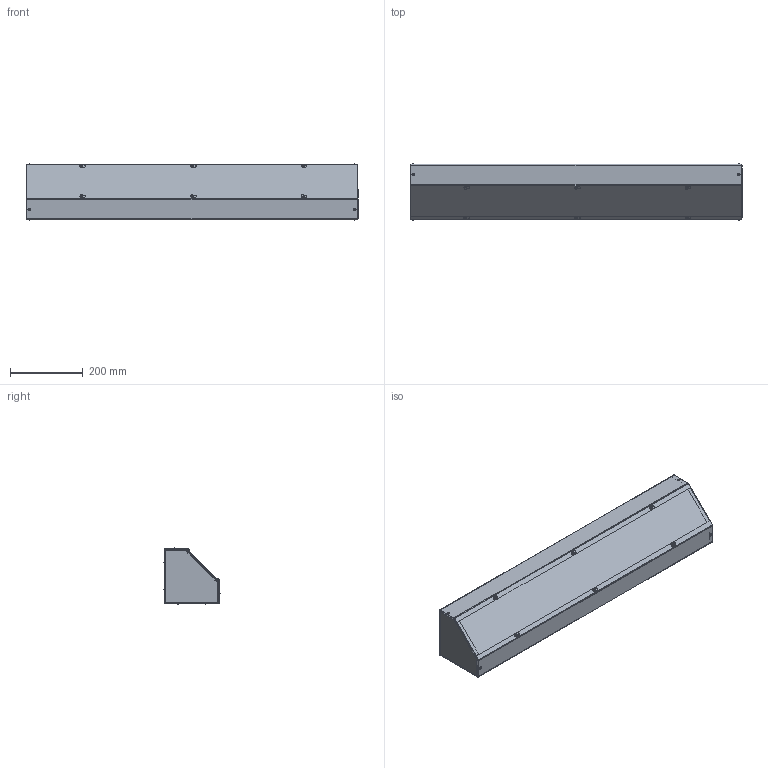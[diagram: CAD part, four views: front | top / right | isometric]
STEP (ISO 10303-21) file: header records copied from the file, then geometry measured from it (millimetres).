
FILE_DESCRIPTION (( 'STEP AP214' ), '1' );
FILE_NAME ('S6636ATNK.STEP', '2021-09-23T20:05:23', ( '' ), ( '' ), 'SwSTEP 2.0', 'SolidWorks 2021', '' );
FILE_SCHEMA (( 'AUTOMOTIVE_DESIGN' ));
Length unit declared in the file: inch
Products named in the file (1): S6636ATNK
Bounding box: 914.4 x 154.43 x 154.43 mm (x, y, z)
Volume: 791907.1 mm3; surface area: 1143959.7 mm2
Topology: 22 solids, 22 shells, 1272 faces, 3062 edges, 1840 vertices
Faces by surface type: cone 360, cylinder 342, plane 302, bspline 220, torus 48
Entity records: 60205 total; most frequent: CARTESIAN_POINT 13937, DIRECTION 6442, ORIENTED_EDGE 6076, EDGE_CURVE 3038, AXIS2_PLACEMENT_3D 2611, VERTEX_POINT 1840, CIRCLE 1558, EDGE_LOOP 1390
